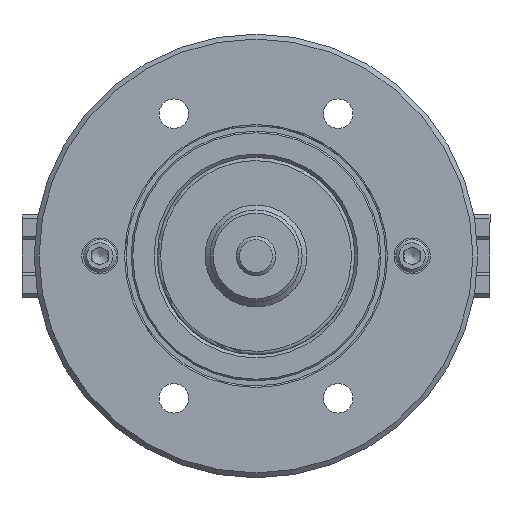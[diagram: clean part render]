
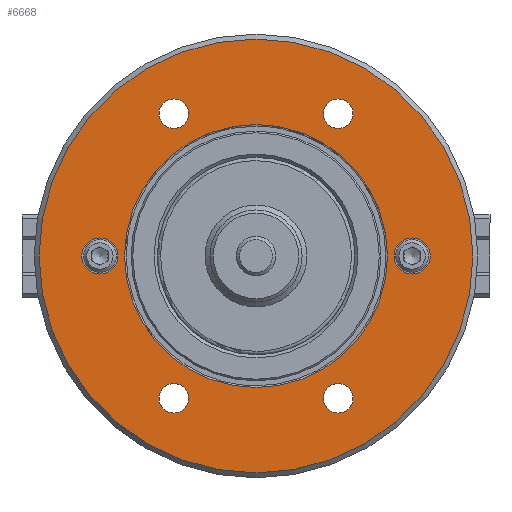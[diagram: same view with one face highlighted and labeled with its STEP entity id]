
A CAD part, left-side view. The second image highlights one B-rep face of the part: STEP entity #6668.
In plain terms, the highlighted planar face has unit normal (-1, 0, 0).
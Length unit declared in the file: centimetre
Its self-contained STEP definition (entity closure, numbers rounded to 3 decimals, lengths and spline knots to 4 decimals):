
#14 = EDGE_LOOP ( 'NONE', ( #8036 ) ) ;
#29 = VERTEX_POINT ( 'NONE', #3294 ) ;
#38 = EDGE_CURVE ( 'NONE', #29, #29, #5853, .T. ) ;
#53 = AXIS2_PLACEMENT_3D ( 'NONE', #7583, #7547, #7528 ) ;
#89 = FACE_BOUND ( 'NONE', #1132, .T. ) ;
#109 = EDGE_CURVE ( 'NONE', #6719, #6719, #5291, .T. ) ;
#360 = CIRCLE ( 'NONE', #719, 6.6 ) ;
#420 = AXIS2_PLACEMENT_3D ( 'NONE', #1135, #1478, #3862 ) ;
#719 = AXIS2_PLACEMENT_3D ( 'NONE', #1266, #8443, #7005 ) ;
#754 = VERTEX_POINT ( 'NONE', #2182 ) ;
#898 = ORIENTED_EDGE ( 'NONE', *, *, #7774, .F. ) ;
#1129 = DIRECTION ( 'NONE',  ( 0., 0., 1. ) ) ;
#1132 = EDGE_LOOP ( 'NONE', ( #7264 ) ) ;
#1135 = CARTESIAN_POINT ( 'NONE',  ( 0., 4.75, 0. ) ) ;
#1266 = CARTESIAN_POINT ( 'NONE',  ( 0., 0., 0. ) ) ;
#1478 = DIRECTION ( 'NONE',  ( -1., 0., 0. ) ) ;
#1514 = FACE_BOUND ( 'NONE', #14, .T. ) ;
#1705 = AXIS2_PLACEMENT_3D ( 'NONE', #3573, #3563, #3549 ) ;
#1734 = CIRCLE ( 'NONE', #53, 4. ) ;
#2182 = CARTESIAN_POINT ( 'NONE',  ( 0., 2.5, -4.7801 ) ) ;
#2232 = DIRECTION ( 'NONE',  ( 0., 0., -1. ) ) ;
#2244 = CARTESIAN_POINT ( 'NONE',  ( 0., 0., -6.6 ) ) ;
#2295 = VERTEX_POINT ( 'NONE', #2486 ) ;
#2296 = CARTESIAN_POINT ( 'NONE',  ( 0., 4.75, 0.55 ) ) ;
#2378 = PLANE ( 'NONE',  #5881 ) ;
#2486 = CARTESIAN_POINT ( 'NONE',  ( 0., 0., 4. ) ) ;
#2912 = EDGE_CURVE ( 'NONE', #2295, #2295, #1734, .T. ) ;
#2979 = EDGE_LOOP ( 'NONE', ( #8903 ) ) ;
#3294 = CARTESIAN_POINT ( 'NONE',  ( 0., 2.5, 3.8801 ) ) ;
#3312 = CARTESIAN_POINT ( 'NONE',  ( 0., -2.5, -4.7801 ) ) ;
#3399 = FACE_BOUND ( 'NONE', #6163, .T. ) ;
#3549 = DIRECTION ( 'NONE',  ( 0., 0., -1. ) ) ;
#3563 = DIRECTION ( 'NONE',  ( -1., 0., 0. ) ) ;
#3573 = CARTESIAN_POINT ( 'NONE',  ( 0., 2.5, -4.3301 ) ) ;
#3595 = DIRECTION ( 'NONE',  ( -1., 0., 0. ) ) ;
#3837 = VERTEX_POINT ( 'NONE', #2296 ) ;
#3862 = DIRECTION ( 'NONE',  ( 0., 0., 1. ) ) ;
#4023 = VERTEX_POINT ( 'NONE', #2244 ) ;
#4127 = CARTESIAN_POINT ( 'NONE',  ( 0., -2.5, 3.8801 ) ) ;
#4149 = EDGE_LOOP ( 'NONE', ( #5246 ) ) ;
#4164 = VERTEX_POINT ( 'NONE', #4698 ) ;
#4342 = CIRCLE ( 'NONE', #420, 0.55 ) ;
#4509 = DIRECTION ( 'NONE',  ( 1., 0., 0. ) ) ;
#4554 = DIRECTION ( 'NONE',  ( -1., 0., 0. ) ) ;
#4584 = EDGE_CURVE ( 'NONE', #754, #754, #7315, .T. ) ;
#4698 = CARTESIAN_POINT ( 'NONE',  ( 0., -4.75, 0.55 ) ) ;
#4788 = CARTESIAN_POINT ( 'NONE',  ( 0., -2.5, 4.3301 ) ) ;
#4875 = DIRECTION ( 'NONE',  ( 0., 0., -1. ) ) ;
#4993 = FACE_OUTER_BOUND ( 'NONE', #5991, .T. ) ;
#5128 = AXIS2_PLACEMENT_3D ( 'NONE', #8730, #8664, #2232 ) ;
#5155 = AXIS2_PLACEMENT_3D ( 'NONE', #4788, #8736, #8457 ) ;
#5246 = ORIENTED_EDGE ( 'NONE', *, *, #109, .F. ) ;
#5291 = CIRCLE ( 'NONE', #5155, 0.45 ) ;
#5458 = DIRECTION ( 'NONE',  ( 0., 0., -1. ) ) ;
#5582 = ORIENTED_EDGE ( 'NONE', *, *, #38, .F. ) ;
#5662 = ORIENTED_EDGE ( 'NONE', *, *, #6901, .F. ) ;
#5853 = CIRCLE ( 'NONE', #6515, 0.45 ) ;
#5868 = VERTEX_POINT ( 'NONE', #3312 ) ;
#5881 = AXIS2_PLACEMENT_3D ( 'NONE', #7174, #4509, #4875 ) ;
#5991 = EDGE_LOOP ( 'NONE', ( #898 ) ) ;
#6137 = ORIENTED_EDGE ( 'NONE', *, *, #2912, .F. ) ;
#6163 = EDGE_LOOP ( 'NONE', ( #6137 ) ) ;
#6509 = FACE_BOUND ( 'NONE', #7404, .T. ) ;
#6515 = AXIS2_PLACEMENT_3D ( 'NONE', #8858, #3595, #5458 ) ;
#6667 = EDGE_LOOP ( 'NONE', ( #5662 ) ) ;
#6668 = ADVANCED_FACE ( 'NONE', ( #89, #8897, #6509, #6766, #1514, #4993, #7208, #3399 ), #2378, .F. ) ;
#6704 = EDGE_CURVE ( 'NONE', #4164, #4164, #8439, .T. ) ;
#6719 = VERTEX_POINT ( 'NONE', #4127 ) ;
#6766 = FACE_BOUND ( 'NONE', #6667, .T. ) ;
#6901 = EDGE_CURVE ( 'NONE', #5868, #5868, #7386, .T. ) ;
#7005 = DIRECTION ( 'NONE',  ( 0., 0., -1. ) ) ;
#7174 = CARTESIAN_POINT ( 'NONE',  ( 0., 4., 0. ) ) ;
#7208 = FACE_BOUND ( 'NONE', #2979, .T. ) ;
#7264 = ORIENTED_EDGE ( 'NONE', *, *, #4584, .F. ) ;
#7315 = CIRCLE ( 'NONE', #1705, 0.45 ) ;
#7386 = CIRCLE ( 'NONE', #5128, 0.45 ) ;
#7404 = EDGE_LOOP ( 'NONE', ( #5582 ) ) ;
#7528 = DIRECTION ( 'NONE',  ( 0., 0., 1. ) ) ;
#7547 = DIRECTION ( 'NONE',  ( -1., 0., 0. ) ) ;
#7583 = CARTESIAN_POINT ( 'NONE',  ( 0., 0., 0. ) ) ;
#7774 = EDGE_CURVE ( 'NONE', #4023, #4023, #360, .T. ) ;
#8036 = ORIENTED_EDGE ( 'NONE', *, *, #6704, .F. ) ;
#8097 = AXIS2_PLACEMENT_3D ( 'NONE', #8378, #4554, #1129 ) ;
#8378 = CARTESIAN_POINT ( 'NONE',  ( 0., -4.75, 0. ) ) ;
#8439 = CIRCLE ( 'NONE', #8097, 0.55 ) ;
#8443 = DIRECTION ( 'NONE',  ( 1., 0., 0. ) ) ;
#8457 = DIRECTION ( 'NONE',  ( 0., 0., -1. ) ) ;
#8664 = DIRECTION ( 'NONE',  ( -1., 0., 0. ) ) ;
#8730 = CARTESIAN_POINT ( 'NONE',  ( 0., -2.5, -4.3301 ) ) ;
#8736 = DIRECTION ( 'NONE',  ( -1., 0., 0. ) ) ;
#8858 = CARTESIAN_POINT ( 'NONE',  ( 0., 2.5, 4.3301 ) ) ;
#8897 = FACE_BOUND ( 'NONE', #4149, .T. ) ;
#8903 = ORIENTED_EDGE ( 'NONE', *, *, #8923, .F. ) ;
#8923 = EDGE_CURVE ( 'NONE', #3837, #3837, #4342, .T. ) ;
